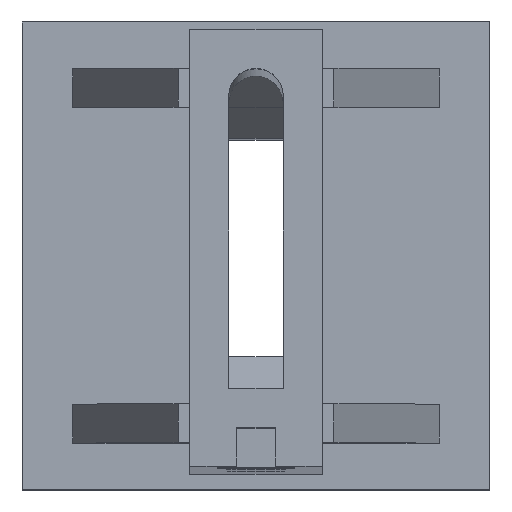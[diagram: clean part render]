
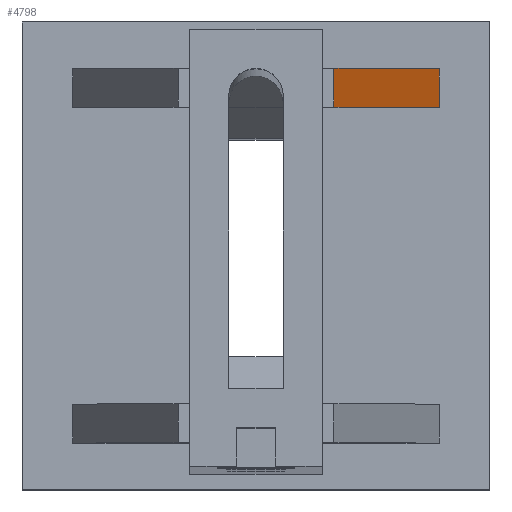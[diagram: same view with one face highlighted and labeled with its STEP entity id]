
A CAD part, top view. The second image highlights one B-rep face of the part: STEP entity #4798.
In plain terms, the highlighted planar face has unit normal (0.958, 0, 0.287).
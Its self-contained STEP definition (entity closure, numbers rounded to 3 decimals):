
#1237 = PLANE('',#1238);
#1238 = AXIS2_PLACEMENT_3D('',#1239,#1240,#1241);
#1239 = CARTESIAN_POINT('',(0.,2.8,0.5));
#1240 = DIRECTION('',(0.,0.,1.));
#1241 = DIRECTION('',(1.,0.,0.));
#2215 = VERTEX_POINT('',#2216);
#2216 = CARTESIAN_POINT('',(2.35,5.2,0.5));
#2230 = PLANE('',#2231);
#2231 = AXIS2_PLACEMENT_3D('',#2232,#2233,#2234);
#2232 = CARTESIAN_POINT('',(0.,5.2,2.07));
#2233 = DIRECTION('',(0.,1.,0.));
#2234 = DIRECTION('',(0.,0.,1.));
#2242 = EDGE_CURVE('',#2215,#2243,#2245,.T.);
#2243 = VERTEX_POINT('',#2244);
#2244 = CARTESIAN_POINT('',(2.35,4.7,0.5));
#2245 = SURFACE_CURVE('',#2246,(#2250,#2257),.PCURVE_S1.);
#2246 = LINE('',#2247,#2248);
#2247 = CARTESIAN_POINT('',(2.35,3.75,0.5));
#2248 = VECTOR('',#2249,1.);
#2249 = DIRECTION('',(0.,-1.,0.));
#2250 = PCURVE('',#1237,#2251);
#2251 = DEFINITIONAL_REPRESENTATION('',(#2252),#2256);
#2252 = LINE('',#2253,#2254);
#2253 = CARTESIAN_POINT('',(2.35,0.95));
#2254 = VECTOR('',#2255,1.);
#2255 = DIRECTION('',(0.,-1.));
#2256 = ( GEOMETRIC_REPRESENTATION_CONTEXT(2) 
PARAMETRIC_REPRESENTATION_CONTEXT() REPRESENTATION_CONTEXT('2D SPACE',''
  ) );
#2257 = PCURVE('',#2258,#2263);
#2258 = PLANE('',#2259);
#2259 = AXIS2_PLACEMENT_3D('',#2260,#2261,#2262);
#2260 = CARTESIAN_POINT('',(1.,4.7,5.));
#2261 = DIRECTION('',(-0.958,0.,-0.287));
#2262 = DIRECTION('',(0.287,0.,-0.958));
#2263 = DEFINITIONAL_REPRESENTATION('',(#2264),#2268);
#2264 = LINE('',#2265,#2266);
#2265 = CARTESIAN_POINT('',(4.698,0.95));
#2266 = VECTOR('',#2267,1.);
#2267 = DIRECTION('',(0.,1.));
#2268 = ( GEOMETRIC_REPRESENTATION_CONTEXT(2) 
PARAMETRIC_REPRESENTATION_CONTEXT() REPRESENTATION_CONTEXT('2D SPACE',''
  ) );
#2286 = PLANE('',#2287);
#2287 = AXIS2_PLACEMENT_3D('',#2288,#2289,#2290);
#2288 = CARTESIAN_POINT('',(0.,4.7,2.07));
#2289 = DIRECTION('',(0.,1.,0.));
#2290 = DIRECTION('',(0.,0.,1.));
#3379 = PLANE('',#3380);
#3380 = AXIS2_PLACEMENT_3D('',#3381,#3382,#3383);
#3381 = CARTESIAN_POINT('',(-1.,4.7,5.));
#3382 = DIRECTION('',(0.,0.,-1.));
#3383 = DIRECTION('',(1.,0.,0.));
#4755 = VERTEX_POINT('',#4756);
#4756 = CARTESIAN_POINT('',(1.,4.7,5.));
#4777 = EDGE_CURVE('',#4755,#2243,#4778,.T.);
#4778 = SURFACE_CURVE('',#4779,(#4783,#4790),.PCURVE_S1.);
#4779 = LINE('',#4780,#4781);
#4780 = CARTESIAN_POINT('',(1.,4.7,5.));
#4781 = VECTOR('',#4782,1.);
#4782 = DIRECTION('',(0.287,0.,-0.958));
#4783 = PCURVE('',#2286,#4784);
#4784 = DEFINITIONAL_REPRESENTATION('',(#4785),#4789);
#4785 = LINE('',#4786,#4787);
#4786 = CARTESIAN_POINT('',(2.93,1.));
#4787 = VECTOR('',#4788,1.);
#4788 = DIRECTION('',(-0.958,0.287));
#4789 = ( GEOMETRIC_REPRESENTATION_CONTEXT(2) 
PARAMETRIC_REPRESENTATION_CONTEXT() REPRESENTATION_CONTEXT('2D SPACE',''
  ) );
#4790 = PCURVE('',#2258,#4791);
#4791 = DEFINITIONAL_REPRESENTATION('',(#4792),#4796);
#4792 = LINE('',#4793,#4794);
#4793 = CARTESIAN_POINT('',(0.,0.));
#4794 = VECTOR('',#4795,1.);
#4795 = DIRECTION('',(1.,0.));
#4796 = ( GEOMETRIC_REPRESENTATION_CONTEXT(2) 
PARAMETRIC_REPRESENTATION_CONTEXT() REPRESENTATION_CONTEXT('2D SPACE',''
  ) );
#4798 = ADVANCED_FACE('',(#4799),#2258,.F.);
#4799 = FACE_BOUND('',#4800,.F.);
#4800 = EDGE_LOOP('',(#4801,#4802,#4825,#4846));
#4801 = ORIENTED_EDGE('',*,*,#4777,.F.);
#4802 = ORIENTED_EDGE('',*,*,#4803,.T.);
#4803 = EDGE_CURVE('',#4755,#4804,#4806,.T.);
#4804 = VERTEX_POINT('',#4805);
#4805 = CARTESIAN_POINT('',(1.,5.2,5.));
#4806 = SURFACE_CURVE('',#4807,(#4811,#4818),.PCURVE_S1.);
#4807 = LINE('',#4808,#4809);
#4808 = CARTESIAN_POINT('',(1.,4.7,5.));
#4809 = VECTOR('',#4810,1.);
#4810 = DIRECTION('',(0.,1.,0.));
#4811 = PCURVE('',#2258,#4812);
#4812 = DEFINITIONAL_REPRESENTATION('',(#4813),#4817);
#4813 = LINE('',#4814,#4815);
#4814 = CARTESIAN_POINT('',(0.,0.));
#4815 = VECTOR('',#4816,1.);
#4816 = DIRECTION('',(0.,-1.));
#4817 = ( GEOMETRIC_REPRESENTATION_CONTEXT(2) 
PARAMETRIC_REPRESENTATION_CONTEXT() REPRESENTATION_CONTEXT('2D SPACE',''
  ) );
#4818 = PCURVE('',#3379,#4819);
#4819 = DEFINITIONAL_REPRESENTATION('',(#4820),#4824);
#4820 = LINE('',#4821,#4822);
#4821 = CARTESIAN_POINT('',(2.,0.));
#4822 = VECTOR('',#4823,1.);
#4823 = DIRECTION('',(0.,-1.));
#4824 = ( GEOMETRIC_REPRESENTATION_CONTEXT(2) 
PARAMETRIC_REPRESENTATION_CONTEXT() REPRESENTATION_CONTEXT('2D SPACE',''
  ) );
#4825 = ORIENTED_EDGE('',*,*,#4826,.T.);
#4826 = EDGE_CURVE('',#4804,#2215,#4827,.T.);
#4827 = SURFACE_CURVE('',#4828,(#4832,#4839),.PCURVE_S1.);
#4828 = LINE('',#4829,#4830);
#4829 = CARTESIAN_POINT('',(1.,5.2,5.));
#4830 = VECTOR('',#4831,1.);
#4831 = DIRECTION('',(0.287,0.,-0.958));
#4832 = PCURVE('',#2258,#4833);
#4833 = DEFINITIONAL_REPRESENTATION('',(#4834),#4838);
#4834 = LINE('',#4835,#4836);
#4835 = CARTESIAN_POINT('',(0.,-0.5));
#4836 = VECTOR('',#4837,1.);
#4837 = DIRECTION('',(1.,0.));
#4838 = ( GEOMETRIC_REPRESENTATION_CONTEXT(2) 
PARAMETRIC_REPRESENTATION_CONTEXT() REPRESENTATION_CONTEXT('2D SPACE',''
  ) );
#4839 = PCURVE('',#2230,#4840);
#4840 = DEFINITIONAL_REPRESENTATION('',(#4841),#4845);
#4841 = LINE('',#4842,#4843);
#4842 = CARTESIAN_POINT('',(2.93,1.));
#4843 = VECTOR('',#4844,1.);
#4844 = DIRECTION('',(-0.958,0.287));
#4845 = ( GEOMETRIC_REPRESENTATION_CONTEXT(2) 
PARAMETRIC_REPRESENTATION_CONTEXT() REPRESENTATION_CONTEXT('2D SPACE',''
  ) );
#4846 = ORIENTED_EDGE('',*,*,#2242,.T.);
